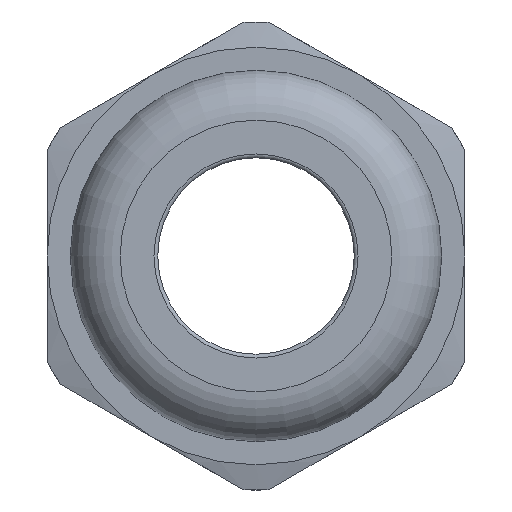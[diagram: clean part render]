
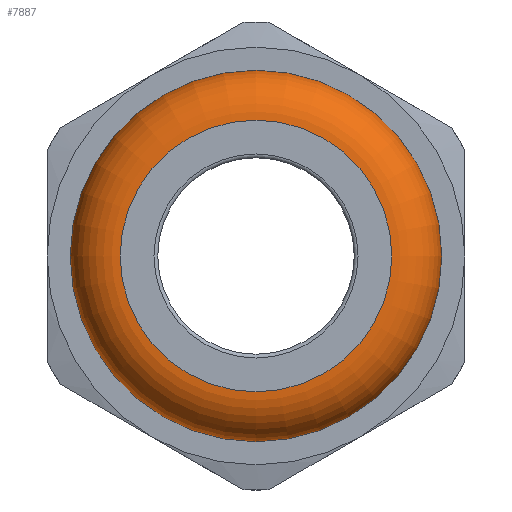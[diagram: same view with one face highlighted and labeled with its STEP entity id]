
A CAD part, left-side view. The second image highlights one B-rep face of the part: STEP entity #7887.
In plain terms, the highlighted toroidal (fillet/blend) face has major radius 7.155 mm and minor radius 2.63 mm.
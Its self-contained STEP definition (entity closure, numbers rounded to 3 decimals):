
#134=TOROIDAL_SURFACE('',#8867,7.155,2.63);
#1427=FACE_BOUND('',#2482,.T.);
#1923=FACE_OUTER_BOUND('',#2481,.T.);
#2481=EDGE_LOOP('',(#7328));
#2482=EDGE_LOOP('',(#7329));
#3020=CIRCLE('',#8811,7.155);
#3048=CIRCLE('',#8868,9.785);
#3786=VERTEX_POINT('',#23421);
#3826=VERTEX_POINT('',#23602);
#4931=EDGE_CURVE('',#3786,#3786,#3020,.T.);
#4995=EDGE_CURVE('',#3826,#3826,#3048,.T.);
#7328=ORIENTED_EDGE('',*,*,#4995,.F.);
#7329=ORIENTED_EDGE('',*,*,#4931,.T.);
#7887=ADVANCED_FACE('',(#1923,#1427),#134,.T.);
#8811=AXIS2_PLACEMENT_3D('',#23422,#11003,#11004);
#8867=AXIS2_PLACEMENT_3D('',#23601,#11127,#11128);
#8868=AXIS2_PLACEMENT_3D('',#23603,#11129,#11130);
#11003=DIRECTION('center_axis',(1.,0.,0.));
#11004=DIRECTION('ref_axis',(0.,0.,-1.));
#11127=DIRECTION('center_axis',(1.,0.,0.));
#11128=DIRECTION('ref_axis',(0.,0.,-1.));
#11129=DIRECTION('center_axis',(1.,0.,0.));
#11130=DIRECTION('ref_axis',(0.,0.,-1.));
#23421=CARTESIAN_POINT('',(-18.04,7.155,0.));
#23422=CARTESIAN_POINT('Origin',(-18.04,0.,0.));
#23601=CARTESIAN_POINT('Origin',(-15.41,0.,0.));
#23602=CARTESIAN_POINT('',(-15.41,9.785,0.));
#23603=CARTESIAN_POINT('Origin',(-15.41,0.,0.));
